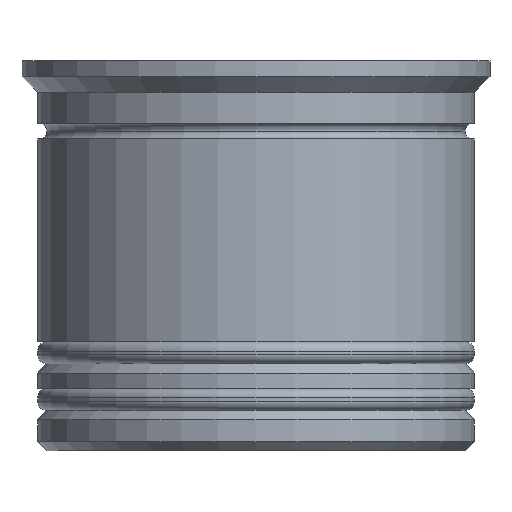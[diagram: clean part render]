
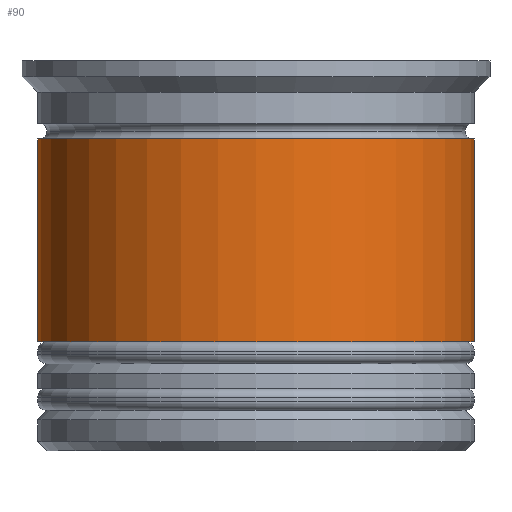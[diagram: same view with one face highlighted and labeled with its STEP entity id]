
A CAD part, front view. The second image highlights one B-rep face of the part: STEP entity #90.
In plain terms, the highlighted cylindrical face has radius 7 mm (diameter 14 mm), a partial arc.
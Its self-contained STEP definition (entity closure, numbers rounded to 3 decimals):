
#43 = AXIS2_PLACEMENT_3D ( 'NONE', #1859, #641, #318 ) ;
#90 = ADVANCED_FACE ( 'NONE', ( #1071 ), #1108, .T. ) ;
#189 = ORIENTED_EDGE ( 'NONE', *, *, #939, .F. ) ;
#206 = DIRECTION ( 'NONE',  ( 0., 0., 1. ) ) ;
#249 = CARTESIAN_POINT ( 'NONE',  ( 7., 0., -2.5 ) ) ;
#260 = AXIS2_PLACEMENT_3D ( 'NONE', #1212, #281, #1847 ) ;
#277 = VERTEX_POINT ( 'NONE', #1702 ) ;
#281 = DIRECTION ( 'NONE',  ( 0., 0., 1. ) ) ;
#318 = DIRECTION ( 'NONE',  ( 1., 0., 0. ) ) ;
#373 = VERTEX_POINT ( 'NONE', #249 ) ;
#388 = VECTOR ( 'NONE', #206, 1000. ) ;
#444 = DIRECTION ( 'NONE',  ( 1., 0., 0. ) ) ;
#490 = EDGE_LOOP ( 'NONE', ( #1417, #1875, #1077, #189 ) ) ;
#592 = LINE ( 'NONE', #962, #1133 ) ;
#603 = VERTEX_POINT ( 'NONE', #1020 ) ;
#635 = CARTESIAN_POINT ( 'NONE',  ( -7., 0., 0. ) ) ;
#641 = DIRECTION ( 'NONE',  ( 0., 0., 1. ) ) ;
#685 = AXIS2_PLACEMENT_3D ( 'NONE', #1037, #1660, #444 ) ;
#939 = EDGE_CURVE ( 'NONE', #1009, #373, #1104, .T. ) ;
#962 = CARTESIAN_POINT ( 'NONE',  ( 7., 0., 0. ) ) ;
#1009 = VERTEX_POINT ( 'NONE', #1575 ) ;
#1020 = CARTESIAN_POINT ( 'NONE',  ( 7., 0., -9. ) ) ;
#1037 = CARTESIAN_POINT ( 'NONE',  ( 0., 0., -9. ) ) ;
#1049 = DIRECTION ( 'NONE',  ( 0., 0., 1. ) ) ;
#1071 = FACE_OUTER_BOUND ( 'NONE', #490, .T. ) ;
#1077 = ORIENTED_EDGE ( 'NONE', *, *, #1791, .T. ) ;
#1104 = CIRCLE ( 'NONE', #260, 7. ) ;
#1108 = CYLINDRICAL_SURFACE ( 'NONE', #43, 7. ) ;
#1133 = VECTOR ( 'NONE', #1049, 1000. ) ;
#1212 = CARTESIAN_POINT ( 'NONE',  ( 0., 0., -2.5 ) ) ;
#1417 = ORIENTED_EDGE ( 'NONE', *, *, #1634, .F. ) ;
#1507 = CIRCLE ( 'NONE', #685, 7. ) ;
#1565 = EDGE_CURVE ( 'NONE', #277, #603, #1507, .T. ) ;
#1575 = CARTESIAN_POINT ( 'NONE',  ( -7., 0., -2.5 ) ) ;
#1634 = EDGE_CURVE ( 'NONE', #277, #1009, #1692, .T. ) ;
#1660 = DIRECTION ( 'NONE',  ( 0., 0., 1. ) ) ;
#1692 = LINE ( 'NONE', #635, #388 ) ;
#1702 = CARTESIAN_POINT ( 'NONE',  ( -7., 0., -9. ) ) ;
#1791 = EDGE_CURVE ( 'NONE', #603, #373, #592, .T. ) ;
#1847 = DIRECTION ( 'NONE',  ( 1., 0., 0. ) ) ;
#1859 = CARTESIAN_POINT ( 'NONE',  ( 0., 0., 0. ) ) ;
#1875 = ORIENTED_EDGE ( 'NONE', *, *, #1565, .T. ) ;
